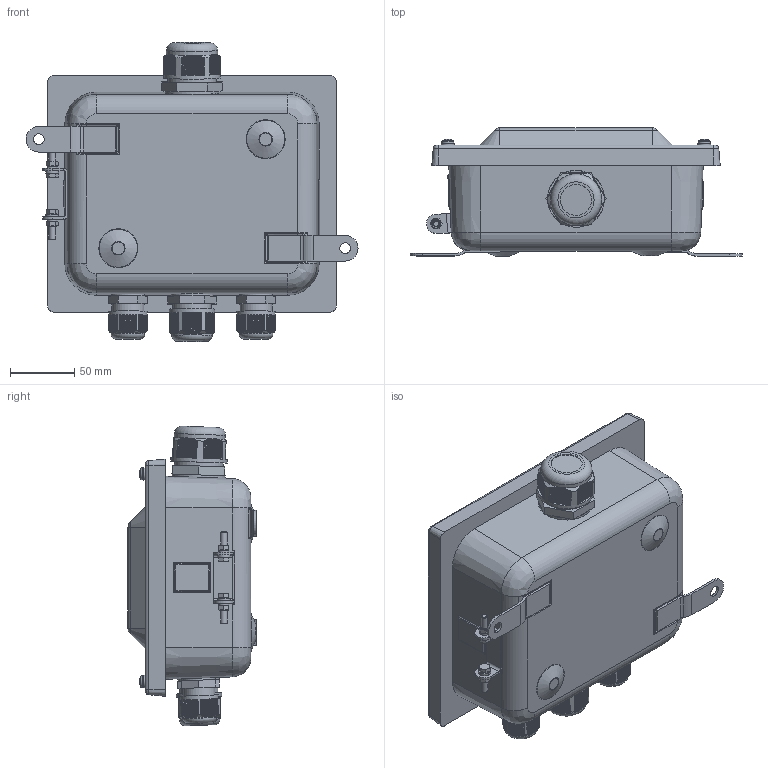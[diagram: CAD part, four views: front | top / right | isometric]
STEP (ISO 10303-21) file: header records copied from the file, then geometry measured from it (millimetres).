
FILE_DESCRIPTION(/* description */ (''),/* implementation_level */ '2;1');
FILE_NAME(/* name */ '',/* time_stamp */ '2025-07-23T09:38:28+07:00',/* author */ ('zeta-72'),/* organization */ (''),/* preprocessor_version */ 'ST-DEVELOPER v19.2',/* originating_system */ 'Autodesk Inventor 2024',/* authorisation */ '');
FILE_SCHEMA (('AUTOMOTIVE_DESIGN { 1 0 10303 214 3 1 1 }'));
Products named in the file (1): ЗЭТА.030.328.000 СБ Коробка 
клеммная КС-10 IP54_Упростить_
1
Bounding box: 259 x 100 x 233.67 mm (x, y, z)
Volume: 2848014.7 mm3; surface area: 166989.2 mm2
Topology: 1 solids, 1 shells, 1929 faces, 5447 edges, 3575 vertices
Faces by surface type: plane 984, cylinder 649, bspline 164, cone 80, torus 44, sphere 8
Full cylindrical faces by diameter (mm): 5 x4, 6.7 x2, 8.5 x2, 10 x6, 14.6 x2, 18.7 x1, 24.2 x1, 25 x2, 26 x2, 26.3 x2, 29.8 x1, 30 x2, 31.5 x1, 32.5 x1, 35.6 x1, 38.2 x1, 40 x1, 42 x1, 44.4 x1
Entity records: 69325 total; most frequent: CARTESIAN_POINT 20719, ORIENTED_EDGE 10862, DIRECTION 8437, EDGE_CURVE 5431, VERTEX_POINT 3575, LINE 2817, VECTOR 2817, AXIS2_PLACEMENT_3D 2810
